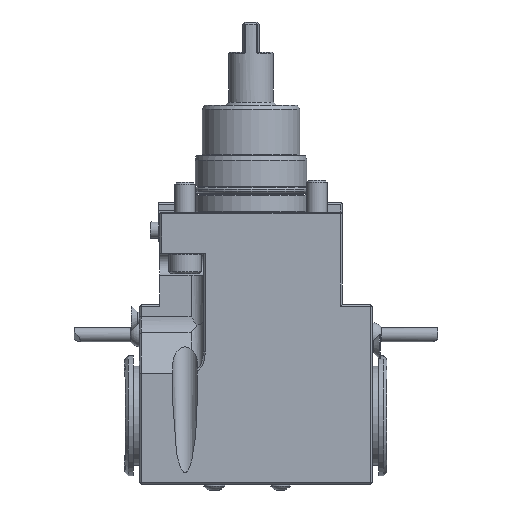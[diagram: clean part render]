
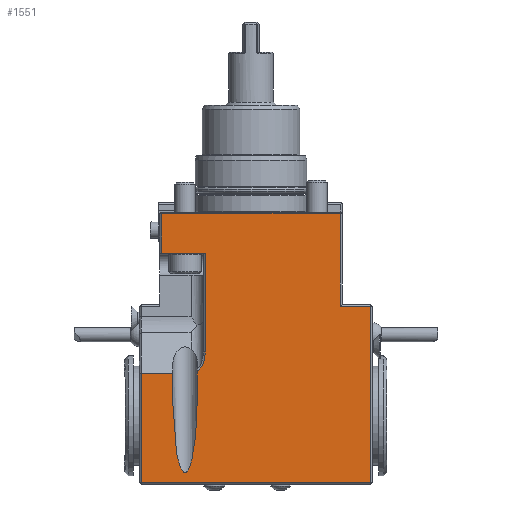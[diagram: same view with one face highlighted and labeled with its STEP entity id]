
A CAD part, front view. The second image highlights one B-rep face of the part: STEP entity #1551.
In plain terms, the highlighted planar face has unit normal (0, -1, 0).
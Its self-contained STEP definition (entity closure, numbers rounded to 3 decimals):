
#52=ELLIPSE('',#5452,34.553,6.);
#141=B_SPLINE_CURVE_WITH_KNOTS('',3,(#8644,#8645,#8646,#8647),
 .UNSPECIFIED.,.F.,.F.,(4,4),(0.,1.),.UNSPECIFIED.);
#291=FACE_OUTER_BOUND('',#2380,.T.);
#540=LINE('',#8608,#968);
#541=LINE('',#8610,#969);
#542=LINE('',#8612,#970);
#543=LINE('',#8614,#971);
#546=LINE('',#8622,#974);
#548=LINE('',#8628,#976);
#550=LINE('',#8662,#978);
#578=LINE('',#8738,#1006);
#619=LINE('',#8899,#1047);
#625=LINE('',#8932,#1053);
#626=LINE('',#8934,#1054);
#627=LINE('',#8936,#1055);
#968=VECTOR('',#6412,1.);
#969=VECTOR('',#6415,1.);
#970=VECTOR('',#6418,1.);
#971=VECTOR('',#6421,1.);
#974=VECTOR('',#6428,1.);
#976=VECTOR('',#6436,1.);
#978=VECTOR('',#6440,1.);
#1006=VECTOR('',#6488,1.);
#1047=VECTOR('',#6603,1.);
#1053=VECTOR('',#6623,1.);
#1054=VECTOR('',#6624,1.);
#1055=VECTOR('',#6625,1.);
#1551=ADVANCED_FACE('',(#291),#1766,.T.);
#1766=PLANE('',#5509);
#2380=EDGE_LOOP('',(#3348,#3349,#3350,#3351,#3352,#3353,#3354,#3355,#3356,
#3357,#3358,#3359,#3360,#3361));
#3348=ORIENTED_EDGE('',*,*,#4657,.T.);
#3349=ORIENTED_EDGE('',*,*,#4655,.T.);
#3350=ORIENTED_EDGE('',*,*,#4652,.F.);
#3351=ORIENTED_EDGE('',*,*,#4650,.F.);
#3352=ORIENTED_EDGE('',*,*,#4649,.T.);
#3353=ORIENTED_EDGE('',*,*,#4645,.T.);
#3354=ORIENTED_EDGE('',*,*,#4644,.T.);
#3355=ORIENTED_EDGE('',*,*,#4643,.T.);
#3356=ORIENTED_EDGE('',*,*,#4642,.T.);
#3357=ORIENTED_EDGE('',*,*,#4751,.T.);
#3358=ORIENTED_EDGE('',*,*,#4761,.T.);
#3359=ORIENTED_EDGE('',*,*,#4762,.T.);
#3360=ORIENTED_EDGE('',*,*,#4763,.T.);
#3361=ORIENTED_EDGE('',*,*,#4691,.T.);
#4037=VERTEX_POINT('',#8380);
#4040=VERTEX_POINT('',#8391);
#4044=VERTEX_POINT('',#8404);
#4096=VERTEX_POINT('',#8607);
#4097=VERTEX_POINT('',#8615);
#4099=VERTEX_POINT('',#8621);
#4100=VERTEX_POINT('',#8625);
#4101=VERTEX_POINT('',#8629);
#4102=VERTEX_POINT('',#8643);
#4103=VERTEX_POINT('',#8661);
#4134=VERTEX_POINT('',#8739);
#4171=VERTEX_POINT('',#8897);
#4179=VERTEX_POINT('',#8933);
#4180=VERTEX_POINT('',#8935);
#4642=EDGE_CURVE('',#4037,#4096,#540,.T.);
#4643=EDGE_CURVE('',#4040,#4037,#541,.T.);
#4644=EDGE_CURVE('',#4044,#4040,#542,.T.);
#4645=EDGE_CURVE('',#4097,#4044,#543,.T.);
#4649=EDGE_CURVE('',#4099,#4097,#546,.T.);
#4650=EDGE_CURVE('',#4099,#4100,#52,.T.);
#4652=EDGE_CURVE('',#4100,#4101,#548,.T.);
#4655=EDGE_CURVE('',#4102,#4101,#141,.T.);
#4657=EDGE_CURVE('',#4103,#4102,#550,.T.);
#4691=EDGE_CURVE('',#4134,#4103,#578,.T.);
#4751=EDGE_CURVE('',#4096,#4171,#619,.T.);
#4761=EDGE_CURVE('',#4171,#4179,#625,.T.);
#4762=EDGE_CURVE('',#4179,#4180,#626,.T.);
#4763=EDGE_CURVE('',#4180,#4134,#627,.T.);
#5452=AXIS2_PLACEMENT_3D('',#8624,#6431,#6432);
#5509=AXIS2_PLACEMENT_3D('',#8937,#6626,#6627);
#6412=DIRECTION('',(0.,0.,1.));
#6415=DIRECTION('',(1.,0.,0.));
#6418=DIRECTION('',(0.,0.,-1.));
#6421=DIRECTION('',(-1.,0.,0.));
#6428=DIRECTION('',(0.,0.,1.));
#6431=DIRECTION('',(0.,-1.,0.));
#6432=DIRECTION('',(0.,0.,-1.));
#6436=DIRECTION('',(0.,0.,1.));
#6440=DIRECTION('',(0.,0.,-1.));
#6488=DIRECTION('',(1.,0.,0.));
#6603=DIRECTION('',(-1.,0.,0.));
#6623=DIRECTION('',(0.,0.,1.));
#6624=DIRECTION('',(-1.,0.,0.));
#6625=DIRECTION('',(0.,0.,-1.));
#6626=DIRECTION('',(0.,-1.,0.));
#6627=DIRECTION('',(-1.,0.,0.));
#8380=CARTESIAN_POINT('',(59.,-42.5,-133.));
#8391=CARTESIAN_POINT('',(-54.,-42.5,-133.));
#8404=CARTESIAN_POINT('',(-54.,-42.5,-79.086));
#8607=CARTESIAN_POINT('',(59.,-42.5,-46.));
#8608=CARTESIAN_POINT('',(59.,-42.5,-45.));
#8610=CARTESIAN_POINT('',(59.,-42.5,-133.));
#8612=CARTESIAN_POINT('',(-54.,-42.5,-134.));
#8614=CARTESIAN_POINT('',(45.,-42.5,-79.086));
#8615=CARTESIAN_POINT('',(-38.5,-42.5,-79.086));
#8621=CARTESIAN_POINT('',(-38.5,-42.5,-93.402));
#8622=CARTESIAN_POINT('',(-38.5,-42.5,0.));
#8624=CARTESIAN_POINT('',(-32.5,-42.5,-93.402));
#8625=CARTESIAN_POINT('',(-26.5,-42.5,-93.402));
#8628=CARTESIAN_POINT('',(-26.5,-42.5,0.));
#8629=CARTESIAN_POINT('',(-26.5,-42.5,-78.399));
#8643=CARTESIAN_POINT('',(-22.498,-42.5,-68.56));
#8644=CARTESIAN_POINT('',(-22.496,-42.5,-68.56));
#8645=CARTESIAN_POINT('',(-22.478,-42.5,-72.67));
#8646=CARTESIAN_POINT('',(-24.091,-42.5,-76.679));
#8647=CARTESIAN_POINT('',(-26.5,-42.5,-78.399));
#8661=CARTESIAN_POINT('',(-22.5,-42.5,-20.));
#8662=CARTESIAN_POINT('',(-22.5,-42.5,0.));
#8738=CARTESIAN_POINT('',(45.,-42.5,-20.));
#8739=CARTESIAN_POINT('',(-44.,-42.5,-20.));
#8897=CARTESIAN_POINT('',(44.,-42.5,-46.));
#8899=CARTESIAN_POINT('',(44.,-42.5,-46.));
#8932=CARTESIAN_POINT('',(44.,-42.5,0.));
#8933=CARTESIAN_POINT('',(44.,-42.5,-0.3));
#8934=CARTESIAN_POINT('',(-44.,-42.5,-0.3));
#8935=CARTESIAN_POINT('',(-44.,-42.5,-0.3));
#8936=CARTESIAN_POINT('',(-44.,-42.5,-20.));
#8937=CARTESIAN_POINT('',(43.,-42.5,-57.614));
